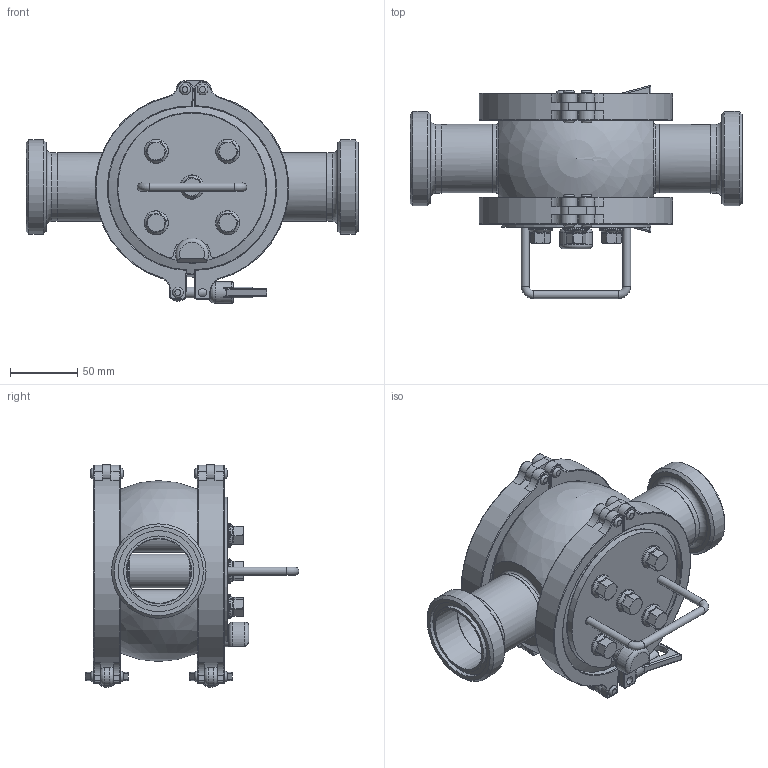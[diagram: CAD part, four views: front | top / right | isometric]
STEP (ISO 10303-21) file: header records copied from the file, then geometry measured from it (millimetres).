
FILE_DESCRIPTION(/* description */ (''),/* implementation_level */ '2;1');
FILE_NAME(/* name */ 'E0033996.stp',/* time_stamp */ '2024-02-20T15:36:15+01:00',/* author */ ('avd'),/* organization */ (''),/* preprocessor_version */ 'ST-DEVELOPER v18.1',/* originating_system */ 'Autodesk Inventor 2021',/* authorisation */ '');
FILE_SCHEMA (('CONFIG_CONTROL_DESIGN'));
Length unit declared in the file: millimetre
Products named in the file (1): Part2
Bounding box: 246 x 158.2 x 164.91 mm (x, y, z)
Volume: 898163.4 mm3; surface area: 303876.3 mm2
Topology: 1 solids, 19 shells, 986 faces, 2437 edges, 1481 vertices
Faces by surface type: cylinder 344, plane 281, torus 158, cone 103, bspline 94, sphere 6
Full cylindrical faces by diameter (mm): 0.01 x8, 0.1 x4, 4.134 x1, 6 x11, 6.1 x16, 6.647 x5, 8 x21, 8.2 x5, 9 x5, 12 x1, 13.7 x2, 14 x2, 16 x2, 16.9 x5, 18 x5, 24 x5, 24.8 x5, 25 x10, 47.8 x2, 48.5 x2, 50.8 x4, 51 x2, 52 x2, 60 x2, 70 x2, 106.6 x2, 107.4 x2, 109.7 x2, 115 x2, 116 x1
Entity records: 34139 total; most frequent: CARTESIAN_POINT 10146, DIRECTION 4907, ORIENTED_EDGE 4780, EDGE_CURVE 2390, AXIS2_PLACEMENT_3D 2100, VERTEX_POINT 1481, CIRCLE 1179, EDGE_LOOP 1117
